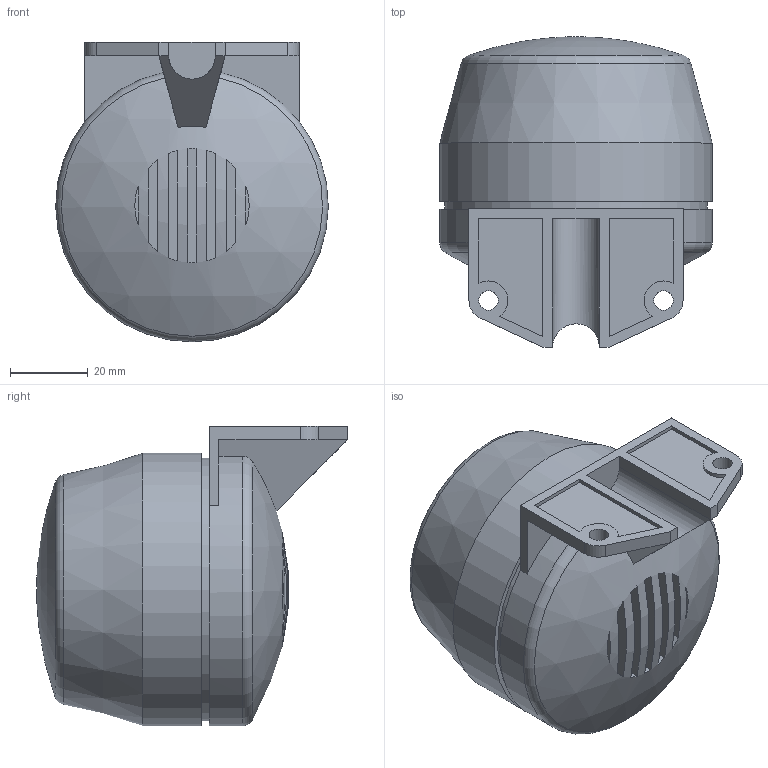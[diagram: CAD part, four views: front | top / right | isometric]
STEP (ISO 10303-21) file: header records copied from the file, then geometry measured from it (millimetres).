
FILE_DESCRIPTION(/* description */ ('Customer part'),/* implementation_level */ '2;1');
FILE_NAME(/* name */ '800000000137_PRT_000.step',/* time_stamp */ '2018-07-16T09:07:25+02:00',/* author */ ('IMPORT'),/* organization */ ('WERMA Signaltechnik GmbH+Co.KG'),/* preprocessor_version */ 'ST-DEVELOPER v17',/* originating_system */ 'Autodesk Inventor 2018',/* authorisation */ 'public');
FILE_SCHEMA (('AUTOMOTIVE_DESIGN { 1 0 10303 214 3 1 1 }'));
Length unit declared in the file: millimetre
Products named in the file (1): 800000000137
Bounding box: 70 x 79.8 x 77 mm (x, y, z)
Volume: 207127.5 mm3; surface area: 26128.2 mm2
Topology: 1 solids, 1 shells, 75 faces, 185 edges, 122 vertices
Faces by surface type: plane 48, cylinder 22, torus 2, sphere 1, cone 1, bspline 1
Full cylindrical faces by diameter (mm): 5 x2, 67.5 x1, 70 x1
Entity records: 2312 total; most frequent: CARTESIAN_POINT 422, DIRECTION 403, ORIENTED_EDGE 368, EDGE_CURVE 184, AXIS2_PLACEMENT_3D 146, VERTEX_POINT 122, LINE 111, VECTOR 111
